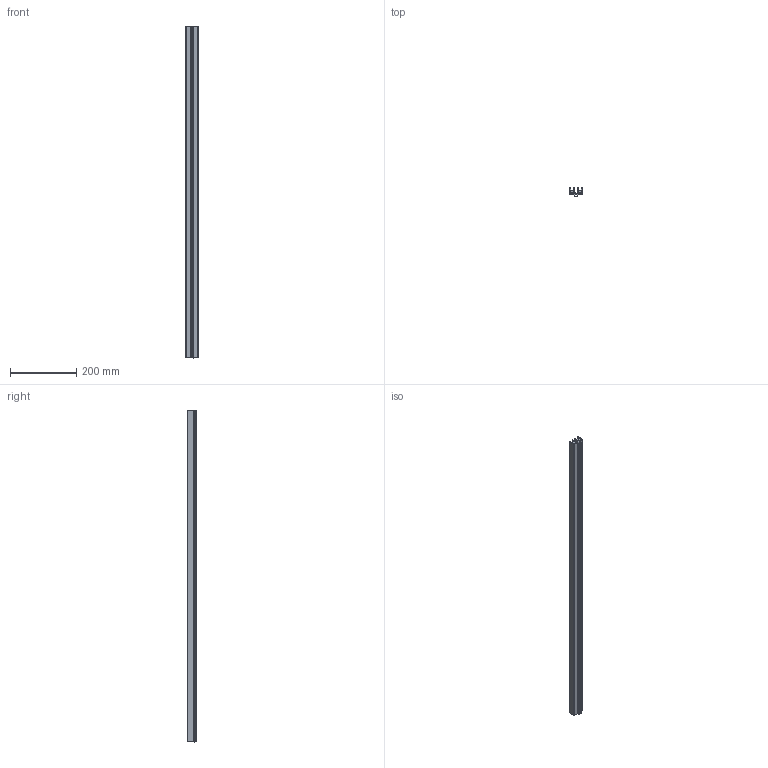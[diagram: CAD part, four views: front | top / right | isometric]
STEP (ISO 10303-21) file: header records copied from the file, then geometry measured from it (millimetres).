
FILE_DESCRIPTION (( 'STEP AP214' ), '1' );
FILE_NAME ('7.51.10.04.02.ST.STEP', '2025-09-25T06:09:25', ( '' ), ( '' ), 'SwSTEP 2.0', 'SolidWorks 2021', '' );
FILE_SCHEMA (( 'AUTOMOTIVE_DESIGN' ));
Length unit declared in the file: millimetre
Products named in the file (1): 7.51.10.04.02.ST
Bounding box: 38 x 27.73 x 1000 mm (x, y, z)
Volume: 390297.1 mm3; surface area: 294446.8 mm2
Topology: 3 solids, 3 shells, 65 faces, 177 edges, 118 vertices
Faces by surface type: plane 40, cylinder 25
Entity records: 2113 total; most frequent: CARTESIAN_POINT 361, DIRECTION 359, ORIENTED_EDGE 354, EDGE_CURVE 177, LINE 127, VECTOR 127, VERTEX_POINT 118, AXIS2_PLACEMENT_3D 116
